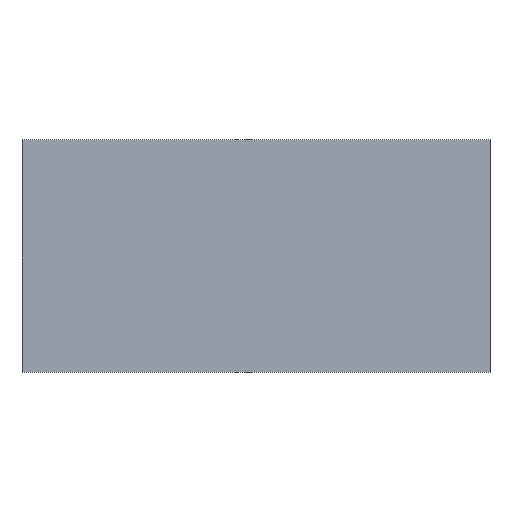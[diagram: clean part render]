
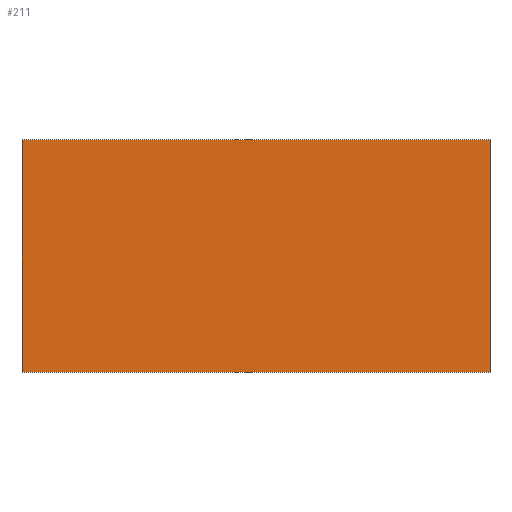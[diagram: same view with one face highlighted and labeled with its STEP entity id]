
A CAD part, top view. The second image highlights one B-rep face of the part: STEP entity #211.
In plain terms, the highlighted planar face has unit normal (0, 0, 1).
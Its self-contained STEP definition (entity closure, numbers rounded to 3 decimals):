
#4 = VERTEX_POINT ( 'NONE', #20 ) ;
#7 = CARTESIAN_POINT ( 'NONE',  ( -1290., -640., 10. ) ) ;
#14 = DIRECTION ( 'NONE',  ( 1., 0., 0. ) ) ;
#18 = EDGE_LOOP ( 'NONE', ( #97, #60, #82, #37 ) ) ;
#20 = CARTESIAN_POINT ( 'NONE',  ( -1290., -640., 10. ) ) ;
#21 = CARTESIAN_POINT ( 'NONE',  ( -1290., 640., 10. ) ) ;
#22 = CARTESIAN_POINT ( 'NONE',  ( 1290., -640., 10. ) ) ;
#27 = FACE_OUTER_BOUND ( 'NONE', #18, .T. ) ;
#37 = ORIENTED_EDGE ( 'NONE', *, *, #158, .T. ) ;
#47 = EDGE_CURVE ( 'NONE', #144, #4, #96, .T. ) ;
#60 = ORIENTED_EDGE ( 'NONE', *, *, #100, .T. ) ;
#66 = VECTOR ( 'NONE', #105, 1000. ) ;
#74 = VECTOR ( 'NONE', #79, 1000. ) ;
#79 = DIRECTION ( 'NONE',  ( 0., -1., 0. ) ) ;
#82 = ORIENTED_EDGE ( 'NONE', *, *, #47, .T. ) ;
#88 = VECTOR ( 'NONE', #146, 1000. ) ;
#96 = LINE ( 'NONE', #21, #74 ) ;
#97 = ORIENTED_EDGE ( 'NONE', *, *, #202, .T. ) ;
#100 = EDGE_CURVE ( 'NONE', #121, #144, #222, .T. ) ;
#105 = DIRECTION ( 'NONE',  ( -1., 0., 0. ) ) ;
#106 = CARTESIAN_POINT ( 'NONE',  ( -1290., 640., 10. ) ) ;
#109 = CARTESIAN_POINT ( 'NONE',  ( 1290., 640., 10. ) ) ;
#112 = PLANE ( 'NONE',  #118 ) ;
#118 = AXIS2_PLACEMENT_3D ( 'NONE', #123, #226, #14 ) ;
#121 = VERTEX_POINT ( 'NONE', #109 ) ;
#123 = CARTESIAN_POINT ( 'NONE',  ( -1290., -640., 10. ) ) ;
#127 = CARTESIAN_POINT ( 'NONE',  ( 1290., -640., 10. ) ) ;
#144 = VERTEX_POINT ( 'NONE', #106 ) ;
#146 = DIRECTION ( 'NONE',  ( 1., 0., 0. ) ) ;
#158 = EDGE_CURVE ( 'NONE', #4, #217, #164, .T. ) ;
#163 = CARTESIAN_POINT ( 'NONE',  ( 1290., 640., 10. ) ) ;
#164 = LINE ( 'NONE', #7, #88 ) ;
#171 = VECTOR ( 'NONE', #175, 1000. ) ;
#175 = DIRECTION ( 'NONE',  ( 0., 1., 0. ) ) ;
#202 = EDGE_CURVE ( 'NONE', #217, #121, #208, .T. ) ;
#208 = LINE ( 'NONE', #127, #171 ) ;
#211 = ADVANCED_FACE ( 'NONE', ( #27 ), #112, .T. ) ;
#217 = VERTEX_POINT ( 'NONE', #22 ) ;
#222 = LINE ( 'NONE', #163, #66 ) ;
#226 = DIRECTION ( 'NONE',  ( 0., 0., 1. ) ) ;
